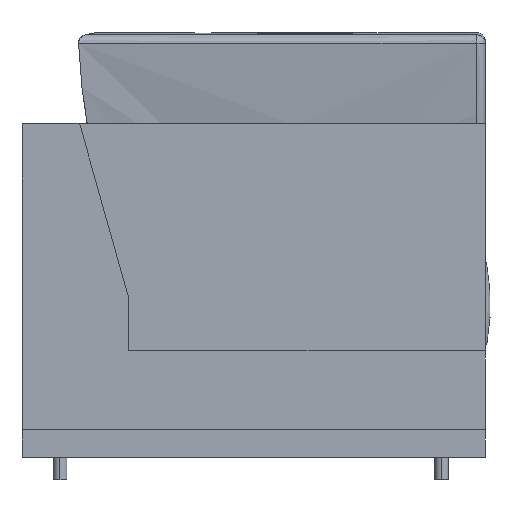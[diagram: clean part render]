
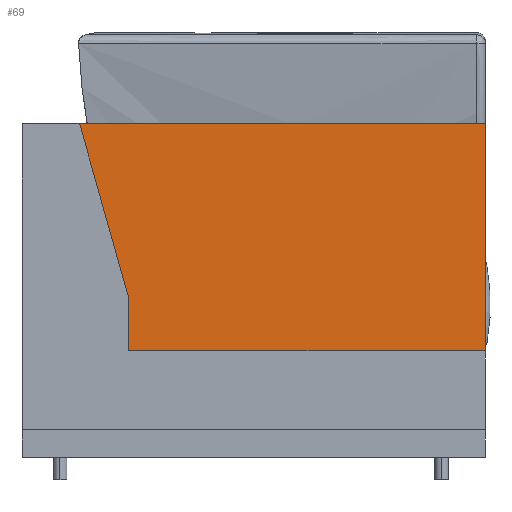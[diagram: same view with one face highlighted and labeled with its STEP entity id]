
A CAD part, left-side view. The second image highlights one B-rep face of the part: STEP entity #69.
In plain terms, the highlighted free-form (B-spline) face has degree [1, 1] with [2, 2] control points.
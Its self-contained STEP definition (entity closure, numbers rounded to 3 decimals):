
#69=ADVANCED_FACE($,(#173),#1160,.T.);
#173=FACE_OUTER_BOUND($,#277,.T.);
#277=EDGE_LOOP($,(#500,#501,#502,#503,#504,#505));
#500=ORIENTED_EDGE($,*,*,#809,.T.);
#501=ORIENTED_EDGE($,*,*,#814,.T.);
#502=ORIENTED_EDGE($,*,*,#816,.T.);
#503=ORIENTED_EDGE($,*,*,#818,.T.);
#504=ORIENTED_EDGE($,*,*,#828,.T.);
#505=ORIENTED_EDGE($,*,*,#807,.T.);
#807=EDGE_CURVE($,#987,#989,#1213,.T.);
#809=EDGE_CURVE($,#989,#990,#1215,.T.);
#814=EDGE_CURVE($,#990,#995,#1220,.T.);
#816=EDGE_CURVE($,#995,#997,#1222,.T.);
#818=EDGE_CURVE($,#997,#998,#1224,.T.);
#828=EDGE_CURVE($,#998,#987,#1234,.T.);
#987=VERTEX_POINT($,#1957);
#989=VERTEX_POINT($,#1959);
#990=VERTEX_POINT($,#1960);
#995=VERTEX_POINT($,#1965);
#997=VERTEX_POINT($,#1967);
#998=VERTEX_POINT($,#1968);
#1160=B_SPLINE_SURFACE_WITH_KNOTS($,1,1,((#1931,#1932),(#1933,#1934)),.UNSPECIFIED.,
.F.,.F.,.F.,(2,2),(2,2),(0.,999.981),(3228.983,3718.986),
.UNSPECIFIED.);
#1213=B_SPLINE_CURVE_WITH_KNOTS($,1,(#1763,#1764),.UNSPECIFIED.,.F.,.F.,
(2,2),(0.,999.981),.UNSPECIFIED.);
#1215=B_SPLINE_CURVE_WITH_KNOTS($,3,(#1769,#1770,#1771,#1772),.UNSPECIFIED.,
.F.,.F.,(4,4),(-124.399,0.),.UNSPECIFIED.);
#1220=B_SPLINE_CURVE_WITH_KNOTS($,3,(#1787,#1788,#1789,#1790),.UNSPECIFIED.,
.F.,.F.,(4,4),(-389.58,0.),.UNSPECIFIED.);
#1222=B_SPLINE_CURVE_WITH_KNOTS($,3,(#1795,#1796,#1797,#1798),.UNSPECIFIED.,
.F.,.F.,(4,4),(-115.,0.),.UNSPECIFIED.);
#1224=B_SPLINE_CURVE_WITH_KNOTS($,3,(#1803,#1804,#1805,#1806),.UNSPECIFIED.,
.F.,.F.,(4,4),(-770.,0.),.UNSPECIFIED.);
#1234=B_SPLINE_CURVE_WITH_KNOTS($,1,(#1829,#1830),.UNSPECIFIED.,.F.,.F.,
(2,2),(-3718.986,-3228.983),.UNSPECIFIED.);
#1763=CARTESIAN_POINT($,(68961.6,-7466.189,660.004));
#1764=CARTESIAN_POINT($,(68961.6,-6466.208,660.004));
#1769=CARTESIAN_POINT($,(68961.6,-6466.208,660.004));
#1770=CARTESIAN_POINT($,(68961.6,-6507.675,660.002));
#1771=CARTESIAN_POINT($,(68961.6,-6549.141,660.001));
#1772=CARTESIAN_POINT($,(68961.6,-6590.607,660.));
#1787=CARTESIAN_POINT($,(68961.6,-6590.607,660.));
#1788=CARTESIAN_POINT($,(68961.597,-6625.801,535.));
#1789=CARTESIAN_POINT($,(68961.593,-6660.995,410.));
#1790=CARTESIAN_POINT($,(68961.59,-6696.189,285.));
#1795=CARTESIAN_POINT($,(68961.59,-6696.189,285.));
#1796=CARTESIAN_POINT($,(68961.588,-6696.189,246.667));
#1797=CARTESIAN_POINT($,(68961.587,-6696.189,208.333));
#1798=CARTESIAN_POINT($,(68961.586,-6696.189,170.));
#1803=CARTESIAN_POINT($,(68961.586,-6696.189,170.));
#1804=CARTESIAN_POINT($,(68961.586,-6952.856,170.));
#1805=CARTESIAN_POINT($,(68961.586,-7209.522,170.));
#1806=CARTESIAN_POINT($,(68961.586,-7466.189,170.));
#1829=CARTESIAN_POINT($,(68961.586,-7466.189,170.));
#1830=CARTESIAN_POINT($,(68961.6,-7466.189,660.004));
#1931=CARTESIAN_POINT($,(68961.6,-7466.189,660.004));
#1932=CARTESIAN_POINT($,(68961.586,-7466.189,170.));
#1933=CARTESIAN_POINT($,(68961.6,-6466.208,660.004));
#1934=CARTESIAN_POINT($,(68961.586,-6466.208,170.));
#1957=CARTESIAN_POINT($,(68961.6,-7466.189,660.004));
#1959=CARTESIAN_POINT($,(68961.6,-6466.208,660.004));
#1960=CARTESIAN_POINT($,(68961.6,-6590.607,660.));
#1965=CARTESIAN_POINT($,(68961.59,-6696.189,285.));
#1967=CARTESIAN_POINT($,(68961.586,-6696.189,170.));
#1968=CARTESIAN_POINT($,(68961.586,-7466.189,170.));
